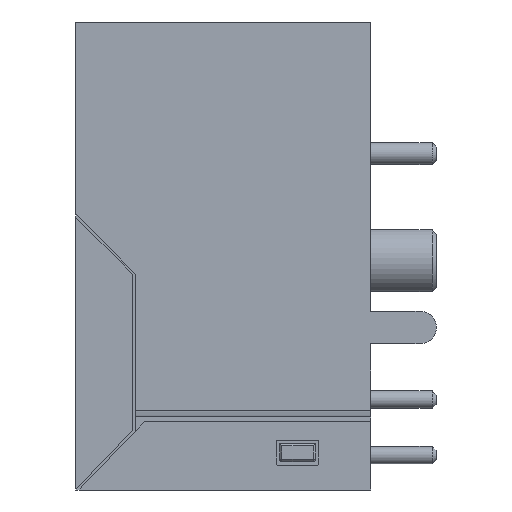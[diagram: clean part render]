
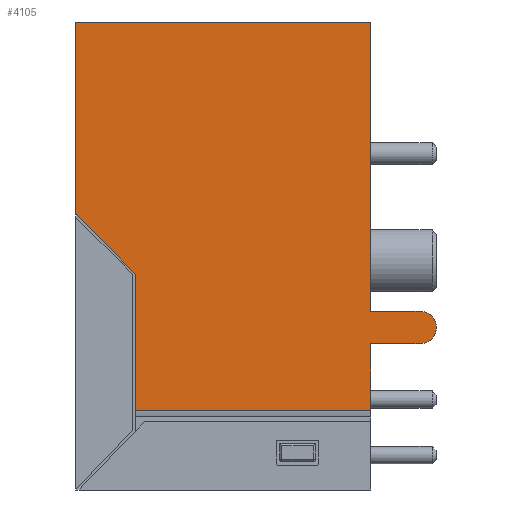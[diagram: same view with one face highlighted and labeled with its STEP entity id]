
A CAD part, left-side view. The second image highlights one B-rep face of the part: STEP entity #4105.
In plain terms, the highlighted planar face has unit normal (-1, 0, 0).
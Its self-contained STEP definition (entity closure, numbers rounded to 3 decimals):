
#137=PLANE('',#4458);
#348=FACE_OUTER_BOUND('',#599,.T.);
#599=EDGE_LOOP('',(#3119,#3120,#3121,#3122,#3123,#3124,#3125,#3126,#3127,
#3128));
#953=LINE('',#6711,#1377);
#954=LINE('',#6713,#1378);
#955=LINE('',#6715,#1379);
#956=LINE('',#6717,#1380);
#957=LINE('',#6721,#1381);
#958=LINE('',#6723,#1382);
#959=LINE('',#6725,#1383);
#960=LINE('',#6727,#1384);
#961=LINE('',#6728,#1385);
#1377=VECTOR('',#5181,1000.);
#1378=VECTOR('',#5182,1000.);
#1379=VECTOR('',#5183,1000.);
#1380=VECTOR('',#5184,1000.);
#1381=VECTOR('',#5187,1000.);
#1382=VECTOR('',#5188,1000.);
#1383=VECTOR('',#5189,1000.);
#1384=VECTOR('',#5190,1000.);
#1385=VECTOR('',#5191,1000.);
#1709=CIRCLE('',#4459,0.75);
#1947=VERTEX_POINT('',#6709);
#1948=VERTEX_POINT('',#6710);
#1949=VERTEX_POINT('',#6712);
#1950=VERTEX_POINT('',#6714);
#1951=VERTEX_POINT('',#6716);
#1952=VERTEX_POINT('',#6718);
#1953=VERTEX_POINT('',#6720);
#1954=VERTEX_POINT('',#6722);
#1955=VERTEX_POINT('',#6724);
#1956=VERTEX_POINT('',#6726);
#2401=EDGE_CURVE('',#1947,#1948,#953,.T.);
#2402=EDGE_CURVE('',#1948,#1949,#954,.T.);
#2403=EDGE_CURVE('',#1949,#1950,#955,.T.);
#2404=EDGE_CURVE('',#1950,#1951,#956,.T.);
#2405=EDGE_CURVE('',#1951,#1952,#1709,.T.);
#2406=EDGE_CURVE('',#1952,#1953,#957,.T.);
#2407=EDGE_CURVE('',#1953,#1954,#958,.T.);
#2408=EDGE_CURVE('',#1954,#1955,#959,.T.);
#2409=EDGE_CURVE('',#1956,#1955,#960,.T.);
#2410=EDGE_CURVE('',#1956,#1947,#961,.T.);
#3119=ORIENTED_EDGE('',*,*,#2401,.T.);
#3120=ORIENTED_EDGE('',*,*,#2402,.T.);
#3121=ORIENTED_EDGE('',*,*,#2403,.T.);
#3122=ORIENTED_EDGE('',*,*,#2404,.T.);
#3123=ORIENTED_EDGE('',*,*,#2405,.T.);
#3124=ORIENTED_EDGE('',*,*,#2406,.T.);
#3125=ORIENTED_EDGE('',*,*,#2407,.T.);
#3126=ORIENTED_EDGE('',*,*,#2408,.T.);
#3127=ORIENTED_EDGE('',*,*,#2409,.F.);
#3128=ORIENTED_EDGE('',*,*,#2410,.T.);
#4105=ADVANCED_FACE('',(#348),#137,.T.);
#4458=AXIS2_PLACEMENT_3D('',#6708,#5179,#5180);
#4459=AXIS2_PLACEMENT_3D('',#6719,#5185,#5186);
#5179=DIRECTION('center_axis',(-1.,0.,0.));
#5180=DIRECTION('ref_axis',(0.,0.,1.));
#5181=DIRECTION('',(0.,0.,-1.));
#5182=DIRECTION('',(0.,-1.,0.));
#5183=DIRECTION('',(0.,0.,1.));
#5184=DIRECTION('',(0.,-1.,0.));
#5185=DIRECTION('center_axis',(-1.,0.,0.));
#5186=DIRECTION('ref_axis',(0.,0.,1.));
#5187=DIRECTION('',(0.,1.,0.));
#5188=DIRECTION('',(0.,0.,1.));
#5189=DIRECTION('',(0.,1.,0.));
#5190=DIRECTION('',(0.,0.,1.));
#5191=DIRECTION('',(0.,-0.701,-0.713));
#6708=CARTESIAN_POINT('Origin',(0.,-13.5,-21.4));
#6709=CARTESIAN_POINT('',(0.,-2.72,-11.529));
#6710=CARTESIAN_POINT('',(0.,-2.72,-17.748));
#6711=CARTESIAN_POINT('',(0.,-2.72,-21.4));
#6712=CARTESIAN_POINT('',(0.,-13.5,-17.748));
#6713=CARTESIAN_POINT('',(0.,-13.5,-17.748));
#6714=CARTESIAN_POINT('',(0.,-13.5,-14.72));
#6715=CARTESIAN_POINT('',(0.,-13.5,-21.4));
#6716=CARTESIAN_POINT('',(0.,-15.75,-14.72));
#6717=CARTESIAN_POINT('',(0.,-13.5,-14.72));
#6718=CARTESIAN_POINT('',(0.,-15.75,-13.22));
#6719=CARTESIAN_POINT('Origin',(0.,-15.75,-13.97));
#6720=CARTESIAN_POINT('',(0.,-13.5,-13.22));
#6721=CARTESIAN_POINT('',(0.,-15.75,-13.22));
#6722=CARTESIAN_POINT('',(0.,-13.5,0.));
#6723=CARTESIAN_POINT('',(0.,-13.5,-21.4));
#6724=CARTESIAN_POINT('',(0.,0.,0.));
#6725=CARTESIAN_POINT('',(0.,-13.5,0.));
#6726=CARTESIAN_POINT('',(0.,0.,-8.763));
#6727=CARTESIAN_POINT('',(0.,0.,-21.4));
#6728=CARTESIAN_POINT('',(0.,-12.956,-21.935));
